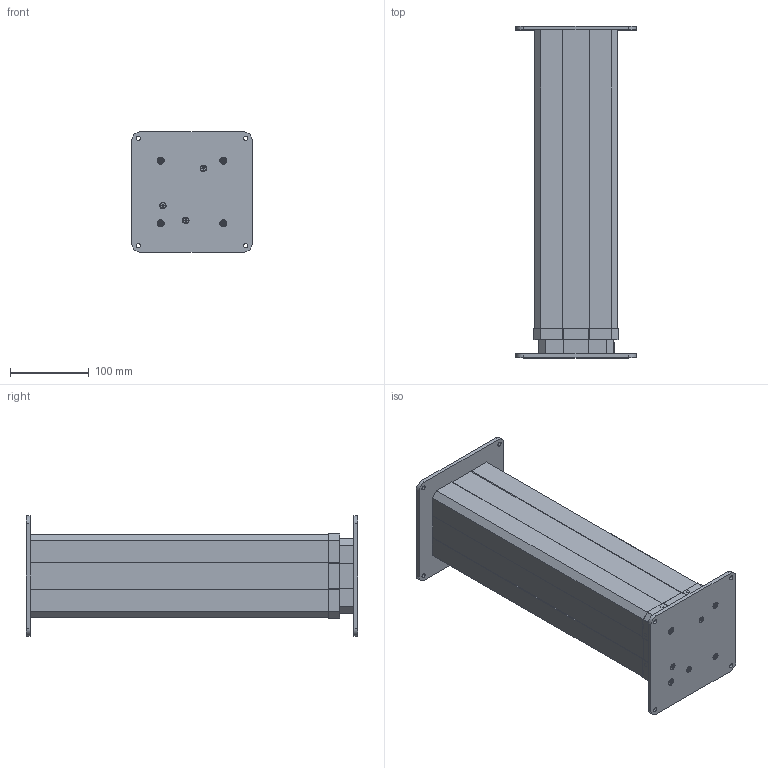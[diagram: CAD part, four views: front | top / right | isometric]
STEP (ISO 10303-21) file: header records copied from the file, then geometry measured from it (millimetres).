
FILE_DESCRIPTION (( 'STEP AP203' ), '1' );
FILE_NAME ('笢臏馱趼 俴最300.STEP', '2023-10-28T05:02:40', ( 'Microsoft' ), ( 'MS' ), 'SwSTEP 2.0', 'SolidWorks 2018', '' );
FILE_SCHEMA (( 'CONFIG_CONTROL_DESIGN' ));
Length unit declared in the file: millimetre
Products named in the file (7): 狟沺啣; 笢臏馱趼 俴最300; 俋褲; 囀褲; 蹟佪; 奻沺啣; 笢臏謗誹-嘀
Assembly tree (17 placements, depth 2):
  笢臏馱趼 俴最300
    奻沺啣
    狟沺啣
    俋褲
    囀褲
    蹟佪  x12
    笢臏謗誹-嘀
Bounding box: 152 x 420 x 152 mm (x, y, z)
Volume: 1062374.4 mm3; surface area: 705817.5 mm2
Topology: 17 solids, 17 shells, 566 faces, 1498 edges, 981 vertices
Faces by surface type: plane 274, cylinder 168, cone 72, bspline 48, sphere 2, torus 2
Entity records: 9627 total; most frequent: CARTESIAN_POINT 1522, DIRECTION 1482, ORIENTED_EDGE 1448, EDGE_CURVE 724, VECTOR 520, LINE 520, AXIS2_PLACEMENT_3D 481, VERTEX_POINT 473
